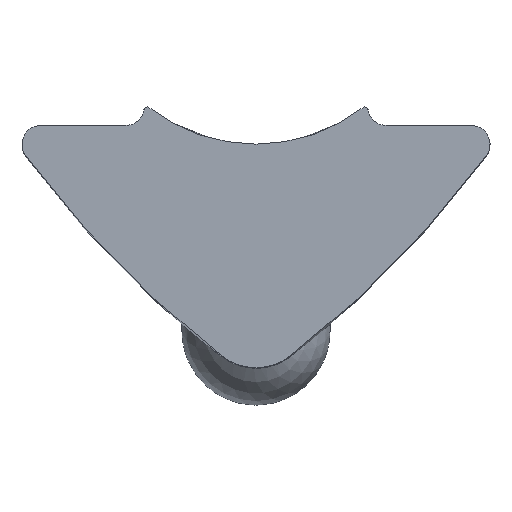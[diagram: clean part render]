
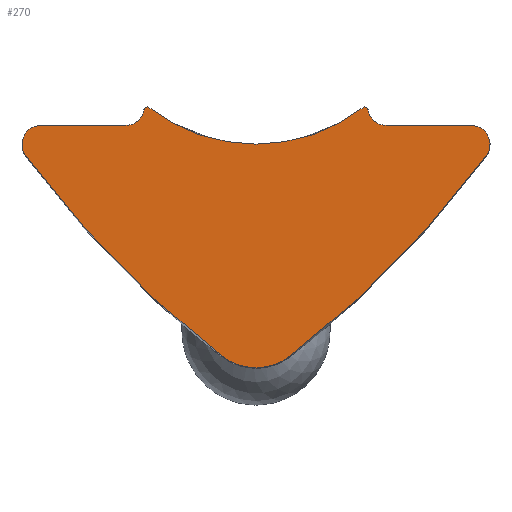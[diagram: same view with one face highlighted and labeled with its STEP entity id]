
A CAD part, top view. The second image highlights one B-rep face of the part: STEP entity #270.
In plain terms, the highlighted planar face has unit normal (0, 0, 1).
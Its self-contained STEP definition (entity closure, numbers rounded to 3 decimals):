
#84=CARTESIAN_POINT('',(-2.9,0.,17.0));
#85=VERTEX_POINT('',#84);
#92=CARTESIAN_POINT('',(2.9,0.,17.0));
#93=VERTEX_POINT('',#92);
#94=CARTESIAN_POINT('',(0.,3.705,17.0));
#95=DIRECTION('',(0.0,0.0,-1.0));
#96=DIRECTION('',(-0.616,-0.787,0.0));
#97=AXIS2_PLACEMENT_3D('',#94,#95,#96);
#98=CIRCLE('',#97,4.705);
#99=EDGE_CURVE('',#93,#85,#98,.T.);
#151=CARTESIAN_POINT('',(0.,-2.16,17.0));
#152=DIRECTION('',(0.0,0.0,1.0));
#153=DIRECTION('',(1.0,0.0,0.0));
#154=AXIS2_PLACEMENT_3D('',#151,#152,#153);
#155=PLANE('',#154);
#156=ORIENTED_EDGE('',*,*,#99,.T.);
#157=CARTESIAN_POINT('',(-2.908,0.,17.0));
#158=VERTEX_POINT('',#157);
#159=CARTESIAN_POINT('',(-2.9,0.,17.0));
#160=DIRECTION('',(-1.0,0.0,0.0));
#161=VECTOR('',#160,0.008);
#162=LINE('',#159,#161);
#163=EDGE_CURVE('',#85,#158,#162,.T.);
#164=ORIENTED_EDGE('',*,*,#163,.T.);
#165=CARTESIAN_POINT('',(-3.007,-0.083,17.0));
#166=VERTEX_POINT('',#165);
#167=CARTESIAN_POINT('',(-2.908,-0.1,17.0));
#168=DIRECTION('',(0.0,0.0,-1.0));
#169=DIRECTION('',(-0.645,0.764,0.0));
#170=AXIS2_PLACEMENT_3D('',#167,#168,#169);
#171=CIRCLE('',#170,0.1);
#172=EDGE_CURVE('',#166,#158,#171,.T.);
#173=ORIENTED_EDGE('',*,*,#172,.F.);
#174=CARTESIAN_POINT('',(-3.5,-0.5,17.0));
#175=VERTEX_POINT('',#174);
#176=CARTESIAN_POINT('',(-3.5,0.,17.0));
#177=DIRECTION('',(0.0,0.0,1.0));
#178=DIRECTION('',(0.707,-0.707,0.0));
#179=AXIS2_PLACEMENT_3D('',#176,#177,#178);
#180=CIRCLE('',#179,0.5);
#181=EDGE_CURVE('',#175,#166,#180,.T.);
#182=ORIENTED_EDGE('',*,*,#181,.F.);
#183=CARTESIAN_POINT('',(-5.782,-0.5,17.0));
#184=VERTEX_POINT('',#183);
#185=CARTESIAN_POINT('',(-3.5,-0.5,17.0));
#186=DIRECTION('',(-1.0,0.0,0.0));
#187=VECTOR('',#186,2.282);
#188=LINE('',#185,#187);
#189=EDGE_CURVE('',#175,#184,#188,.T.);
#190=ORIENTED_EDGE('',*,*,#189,.T.);
#191=CARTESIAN_POINT('',(-6.184,-1.297,17.0));
#192=VERTEX_POINT('',#191);
#193=CARTESIAN_POINT('',(-5.782,-1.,17.0));
#194=DIRECTION('',(0.0,0.0,-1.0));
#195=DIRECTION('',(-0.893,0.451,0.0));
#196=AXIS2_PLACEMENT_3D('',#193,#194,#195);
#197=CIRCLE('',#196,0.5);
#198=EDGE_CURVE('',#192,#184,#197,.T.);
#199=ORIENTED_EDGE('',*,*,#198,.F.);
#200=CARTESIAN_POINT('',(-0.936,-6.674,17.0));
#201=VERTEX_POINT('',#200);
#202=CARTESIAN_POINT('',(15.813,14.923,17.0));
#203=DIRECTION('',(0.0,0.0,1.0));
#204=DIRECTION('',(-0.826,-0.564,0.0));
#205=AXIS2_PLACEMENT_3D('',#202,#203,#204);
#206=CIRCLE('',#205,27.33);
#207=EDGE_CURVE('',#192,#201,#206,.T.);
#208=ORIENTED_EDGE('',*,*,#207,.T.);
#209=CARTESIAN_POINT('',(0.936,-6.674,17.0));
#210=VERTEX_POINT('',#209);
#211=CARTESIAN_POINT('',(0.0,-5.494,17.0));
#212=DIRECTION('',(0.0,0.0,1.0));
#213=DIRECTION('',(-0.621,-0.784,0.0));
#214=AXIS2_PLACEMENT_3D('',#211,#212,#213);
#215=CIRCLE('',#214,1.506);
#216=EDGE_CURVE('',#201,#210,#215,.T.);
#217=ORIENTED_EDGE('',*,*,#216,.T.);
#218=CARTESIAN_POINT('',(6.184,-1.297,17.0));
#219=VERTEX_POINT('',#218);
#220=CARTESIAN_POINT('',(-15.813,14.923,17.0));
#221=DIRECTION('',(0.0,0.0,1.0));
#222=DIRECTION('',(0.613,-0.79,0.0));
#223=AXIS2_PLACEMENT_3D('',#220,#221,#222);
#224=CIRCLE('',#223,27.33);
#225=EDGE_CURVE('',#210,#219,#224,.T.);
#226=ORIENTED_EDGE('',*,*,#225,.T.);
#227=CARTESIAN_POINT('',(5.782,-0.5,17.0));
#228=VERTEX_POINT('',#227);
#229=CARTESIAN_POINT('',(5.782,-1.,17.0));
#230=DIRECTION('',(0.0,0.0,-1.0));
#231=DIRECTION('',(0.893,0.451,0.0));
#232=AXIS2_PLACEMENT_3D('',#229,#230,#231);
#233=CIRCLE('',#232,0.5);
#234=EDGE_CURVE('',#228,#219,#233,.T.);
#235=ORIENTED_EDGE('',*,*,#234,.F.);
#236=CARTESIAN_POINT('',(3.5,-0.5,17.0));
#237=VERTEX_POINT('',#236);
#238=CARTESIAN_POINT('',(5.782,-0.5,17.0));
#239=DIRECTION('',(-1.0,0.0,0.0));
#240=VECTOR('',#239,2.282);
#241=LINE('',#238,#240);
#242=EDGE_CURVE('',#228,#237,#241,.T.);
#243=ORIENTED_EDGE('',*,*,#242,.T.);
#244=CARTESIAN_POINT('',(3.007,-0.083,17.0));
#245=VERTEX_POINT('',#244);
#246=CARTESIAN_POINT('',(3.5,0.,17.0));
#247=DIRECTION('',(0.0,0.0,1.0));
#248=DIRECTION('',(-0.707,-0.707,0.0));
#249=AXIS2_PLACEMENT_3D('',#246,#247,#248);
#250=CIRCLE('',#249,0.5);
#251=EDGE_CURVE('',#245,#237,#250,.T.);
#252=ORIENTED_EDGE('',*,*,#251,.F.);
#253=CARTESIAN_POINT('',(2.908,0.,17.0));
#254=VERTEX_POINT('',#253);
#255=CARTESIAN_POINT('',(2.908,-0.1,17.0));
#256=DIRECTION('',(0.0,0.0,-1.0));
#257=DIRECTION('',(0.645,0.764,0.0));
#258=AXIS2_PLACEMENT_3D('',#255,#256,#257);
#259=CIRCLE('',#258,0.1);
#260=EDGE_CURVE('',#254,#245,#259,.T.);
#261=ORIENTED_EDGE('',*,*,#260,.F.);
#262=CARTESIAN_POINT('',(2.908,0.,17.0));
#263=DIRECTION('',(-1.0,0.0,0.0));
#264=VECTOR('',#263,0.008);
#265=LINE('',#262,#264);
#266=EDGE_CURVE('',#254,#93,#265,.T.);
#267=ORIENTED_EDGE('',*,*,#266,.T.);
#268=EDGE_LOOP('',(#156,#164,#173,#182,#190,#199,#208,#217,#226,#235,#243,#252,#261,#267));
#269=FACE_OUTER_BOUND('',#268,.T.);
#270=ADVANCED_FACE('',(#269),#155,.T.);
